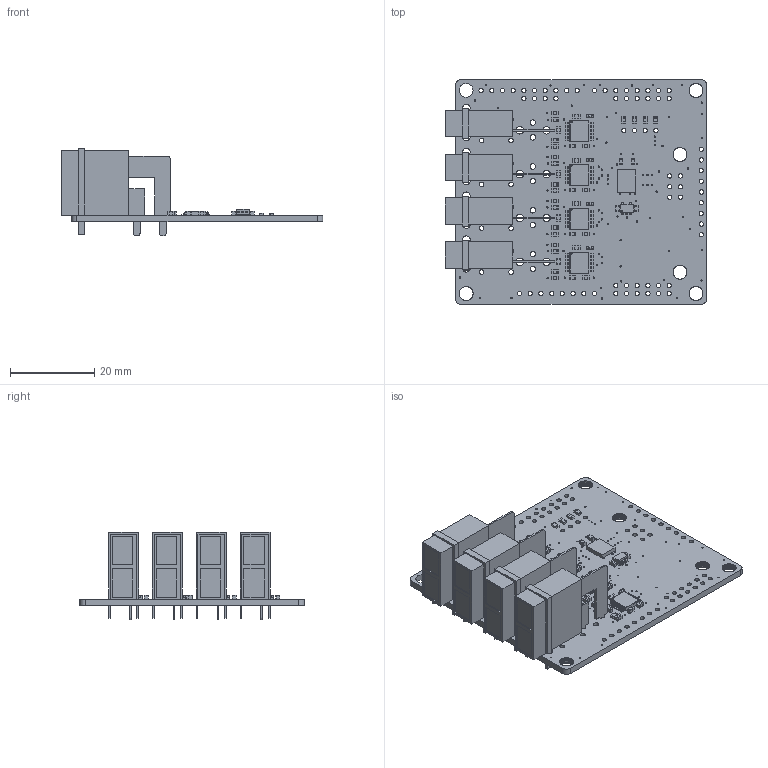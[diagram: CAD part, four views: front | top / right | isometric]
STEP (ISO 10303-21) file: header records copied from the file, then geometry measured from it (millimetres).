
FILE_DESCRIPTION(/* description */ (''),/* implementation_level */ '2;1');
FILE_NAME(/* name */ 'SEN-30012_R01 v5.step',/* time_stamp */ '2024-09-26T21:47:49-05:00',/* author */ (''),/* organization */ (''),/* preprocessor_version */ 'ST-DEVELOPER v20',/* originating_system */ 'Autodesk Translation Framework v13.20.0.188',/* authorisation */ '');
FILE_SCHEMA (('AUTOMOTIVE_DESIGN { 1 0 10303 214 3 1 1 }'));
Length unit declared in the file: millimetre
Products named in the file (10): SEN-30012_R01; Board; Packages; CHIPLED_0603; TSSOP14; PCC-SMP-V(NOPLACE); -DBV-SOT23-5; -RGY-VQFN20; C0603K; R0603
Assembly tree (56 placements, depth 3):
  SEN-30012_R01
    Board
    Packages
      CHIPLED_0603  x4
      TSSOP14  x4
      PCC-SMP-V(NOPLACE)  x4
      -DBV-SOT23-5
      -RGY-VQFN20
      C0603K  x24
      R0603  x16
Bounding box: 62.1 x 53.34 x 20.7 mm (x, y, z)
Volume: 11379.6 mm3; surface area: 13441 mm2
Topology: 59 solids, 59 shells, 3526 faces, 9082 edges, 5804 vertices
Faces by surface type: plane 2169, cylinder 1093, sphere 256, bspline 8
Full cylindrical faces by diameter (mm): 0.3 x5, 0.305 x120, 0.381 x6, 1.016 x67, 1.1 x16, 1.3 x8, 1.778 x16, 3.302 x1
Entity records: 52104 total; most frequent: CARTESIAN_POINT 8972, ORIENTED_EDGE 8780, DIRECTION 8652, EDGE_CURVE 4390, LINE 3304, VECTOR 3304, VERTEX_POINT 2912, AXIS2_PLACEMENT_3D 2674
